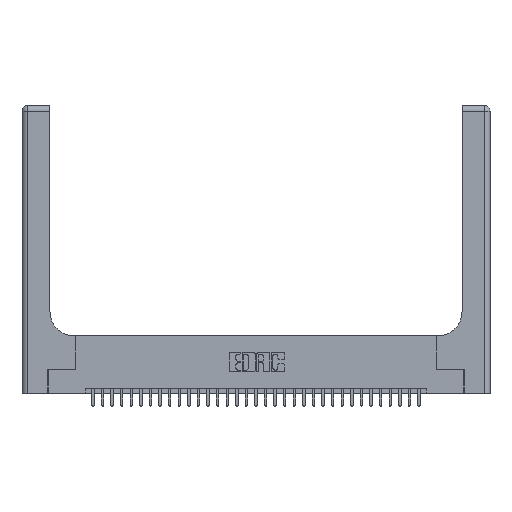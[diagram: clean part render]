
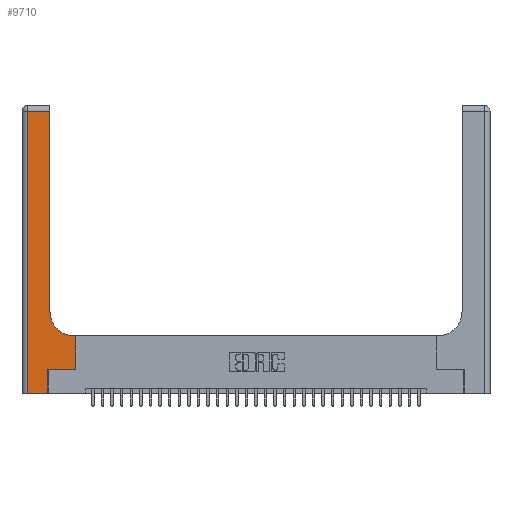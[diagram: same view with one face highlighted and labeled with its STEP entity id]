
A CAD part, top view. The second image highlights one B-rep face of the part: STEP entity #9710.
In plain terms, the highlighted planar face has unit normal (0, 0, 1).
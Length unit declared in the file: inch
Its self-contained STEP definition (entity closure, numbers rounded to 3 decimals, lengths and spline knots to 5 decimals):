
#388 = ORIENTED_EDGE ( 'NONE', *, *, #5144, .T. ) ;
#1022 = EDGE_CURVE ( 'NONE', #24756, #7116, #14416, .T. ) ;
#1844 = EDGE_CURVE ( 'NONE', #7116, #6293, #7347, .T. ) ;
#1908 = CARTESIAN_POINT ( 'NONE',  ( 0.2915, 0.6, 0.37 ) ) ;
#2672 = DIRECTION ( 'NONE',  ( 1., 0., 0. ) ) ;
#3056 = ORIENTED_EDGE ( 'NONE', *, *, #6103, .T. ) ;
#3214 = DIRECTION ( 'NONE',  ( 0., 0., -1. ) ) ;
#4067 = CARTESIAN_POINT ( 'NONE',  ( 0.269, 0., 0.37 ) ) ;
#4509 = ORIENTED_EDGE ( 'NONE', *, *, #1844, .T. ) ;
#5144 = EDGE_CURVE ( 'NONE', #5362, #11298, #6322, .T. ) ;
#5362 = VERTEX_POINT ( 'NONE', #13447 ) ;
#5367 = CARTESIAN_POINT ( 'NONE',  ( 0.5415, 0.6, 0.37 ) ) ;
#5579 = VECTOR ( 'NONE', #28773, 39.37008 ) ;
#5759 = CARTESIAN_POINT ( 'NONE',  ( 0.2915, 3., 0.37 ) ) ;
#6103 = EDGE_CURVE ( 'NONE', #6293, #17399, #19836, .T. ) ;
#6293 = VERTEX_POINT ( 'NONE', #18110 ) ;
#6322 = LINE ( 'NONE', #1908, #12508 ) ;
#6660 = VERTEX_POINT ( 'NONE', #32360 ) ;
#6711 = DIRECTION ( 'NONE',  ( 0., 1., 0. ) ) ;
#6856 = LINE ( 'NONE', #4067, #19975 ) ;
#7116 = VERTEX_POINT ( 'NONE', #24054 ) ;
#7347 = LINE ( 'NONE', #22404, #13560 ) ;
#8444 = ORIENTED_EDGE ( 'NONE', *, *, #9746, .T. ) ;
#9272 = DIRECTION ( 'NONE',  ( 0., 0., -1. ) ) ;
#9710 = ADVANCED_FACE ( 'NONE', ( #21629 ), #19661, .F. ) ;
#9746 = EDGE_CURVE ( 'NONE', #28252, #6660, #6856, .T. ) ;
#10334 = VECTOR ( 'NONE', #11402, 39.37008 ) ;
#11298 = VERTEX_POINT ( 'NONE', #5367 ) ;
#11402 = DIRECTION ( 'NONE',  ( 1., 0., 0. ) ) ;
#11737 = EDGE_CURVE ( 'NONE', #17399, #28252, #17160, .T. ) ;
#11823 = CARTESIAN_POINT ( 'NONE',  ( 0., 3., 0.37 ) ) ;
#12508 = VECTOR ( 'NONE', #12647, 39.37008 ) ;
#12647 = DIRECTION ( 'NONE',  ( -1., 0., 0. ) ) ;
#12774 = VECTOR ( 'NONE', #24018, 39.37008 ) ;
#13045 = EDGE_CURVE ( 'NONE', #26265, #5362, #25526, .T. ) ;
#13218 = CARTESIAN_POINT ( 'NONE',  ( 0.5585, 0.25, 0.37 ) ) ;
#13447 = CARTESIAN_POINT ( 'NONE',  ( 0.5585, 0.6, 0.37 ) ) ;
#13560 = VECTOR ( 'NONE', #14671, 39.37008 ) ;
#14416 = LINE ( 'NONE', #5759, #12774 ) ;
#14671 = DIRECTION ( 'NONE',  ( -1., 0., 0. ) ) ;
#14821 = CARTESIAN_POINT ( 'NONE',  ( 0.06, 3., 0.37 ) ) ;
#14824 = ORIENTED_EDGE ( 'NONE', *, *, #20600, .T. ) ;
#15829 = CARTESIAN_POINT ( 'NONE',  ( 0., 0., 0.37 ) ) ;
#17160 = LINE ( 'NONE', #15829, #29958 ) ;
#17237 = AXIS2_PLACEMENT_3D ( 'NONE', #11823, #9272, #27376 ) ;
#17399 = VERTEX_POINT ( 'NONE', #19172 ) ;
#18110 = CARTESIAN_POINT ( 'NONE',  ( 0.06, 2.94, 0.37 ) ) ;
#18935 = CARTESIAN_POINT ( 'NONE',  ( 0.5415, 0.85, 0.37 ) ) ;
#18940 = CARTESIAN_POINT ( 'NONE',  ( 0.2915, 0.85, 0.37 ) ) ;
#19172 = CARTESIAN_POINT ( 'NONE',  ( 0.06, 0., 0.37 ) ) ;
#19661 = PLANE ( 'NONE',  #17237 ) ;
#19836 = LINE ( 'NONE', #14821, #26656 ) ;
#19975 = VECTOR ( 'NONE', #6711, 39.37008 ) ;
#20600 = EDGE_CURVE ( 'NONE', #11298, #24756, #31234, .T. ) ;
#20667 = EDGE_LOOP ( 'NONE', ( #29866, #4509, #3056, #27388, #8444, #25104, #22900, #388, #14824 ) ) ;
#21274 = CARTESIAN_POINT ( 'NONE',  ( 0.5585, 0.25, 0.37 ) ) ;
#21552 = DIRECTION ( 'NONE',  ( 1., 0., 0. ) ) ;
#21629 = FACE_OUTER_BOUND ( 'NONE', #20667, .T. ) ;
#22404 = CARTESIAN_POINT ( 'NONE',  ( 0., 2.94, 0.37 ) ) ;
#22563 = LINE ( 'NONE', #26856, #10334 ) ;
#22900 = ORIENTED_EDGE ( 'NONE', *, *, #13045, .T. ) ;
#24018 = DIRECTION ( 'NONE',  ( 0., 1., 0. ) ) ;
#24054 = CARTESIAN_POINT ( 'NONE',  ( 0.2915, 2.94, 0.37 ) ) ;
#24756 = VERTEX_POINT ( 'NONE', #18940 ) ;
#25104 = ORIENTED_EDGE ( 'NONE', *, *, #29179, .T. ) ;
#25526 = LINE ( 'NONE', #13218, #5579 ) ;
#26265 = VERTEX_POINT ( 'NONE', #21274 ) ;
#26656 = VECTOR ( 'NONE', #30174, 39.37008 ) ;
#26856 = CARTESIAN_POINT ( 'NONE',  ( 0.269, 0.25, 0.37 ) ) ;
#27376 = DIRECTION ( 'NONE',  ( -1., 0., 0. ) ) ;
#27388 = ORIENTED_EDGE ( 'NONE', *, *, #11737, .T. ) ;
#27471 = AXIS2_PLACEMENT_3D ( 'NONE', #18935, #3214, #21552 ) ;
#27596 = CARTESIAN_POINT ( 'NONE',  ( 0.269, 0., 0.37 ) ) ;
#28252 = VERTEX_POINT ( 'NONE', #27596 ) ;
#28773 = DIRECTION ( 'NONE',  ( 0., 1., 0. ) ) ;
#29179 = EDGE_CURVE ( 'NONE', #6660, #26265, #22563, .T. ) ;
#29866 = ORIENTED_EDGE ( 'NONE', *, *, #1022, .T. ) ;
#29958 = VECTOR ( 'NONE', #2672, 39.37008 ) ;
#30174 = DIRECTION ( 'NONE',  ( 0., -1., 0. ) ) ;
#31234 = CIRCLE ( 'NONE', #27471, 0.25 ) ;
#32360 = CARTESIAN_POINT ( 'NONE',  ( 0.269, 0.25, 0.37 ) ) ;
